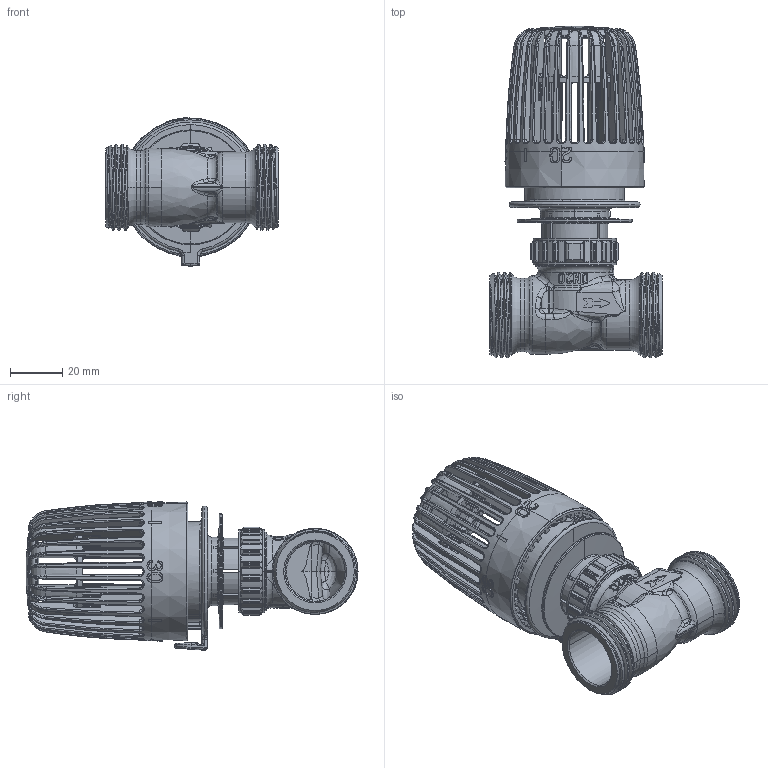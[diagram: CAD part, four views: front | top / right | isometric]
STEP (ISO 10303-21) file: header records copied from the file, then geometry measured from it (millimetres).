
FILE_DESCRIPTION((''),'2;1');
FILE_NAME('2072-03-000-MIT-KOPF_SW0001','2016-06-03T',('marann'),(''),'PRO/ENGINEER BY PARAMETRIC TECHNOLOGY CORPORATION, 2011490','PRO/ENGINEER BY PARAMETRIC TECHNOLOGY CORPORATION, 2011490','');
FILE_SCHEMA(('CONFIG_CONTROL_DESIGN'));
Length unit declared in the file: millimetre
Products named in the file (1): 2072-03-000-MIT-KOPF_SW0001
Bounding box: 66 x 126.8 x 56.71 mm (x, y, z)
Volume: 62781.8 mm3; surface area: 63648.9 mm2
Topology: 13 solids, 13 shells, 4082 faces, 11307 edges, 7217 vertices
Faces by surface type: plane 1767, cylinder 830, bspline 696, torus 379, cone 356, sphere 54
Entity records: 184107 total; most frequent: CARTESIAN_POINT 87527, ORIENTED_EDGE 22600, DIRECTION 17512, EDGE_CURVE 11300, VERTEX_POINT 7217, AXIS2_PLACEMENT_3D 6839, EDGE_LOOP 4177, FACE_OUTER_BOUND 4082
